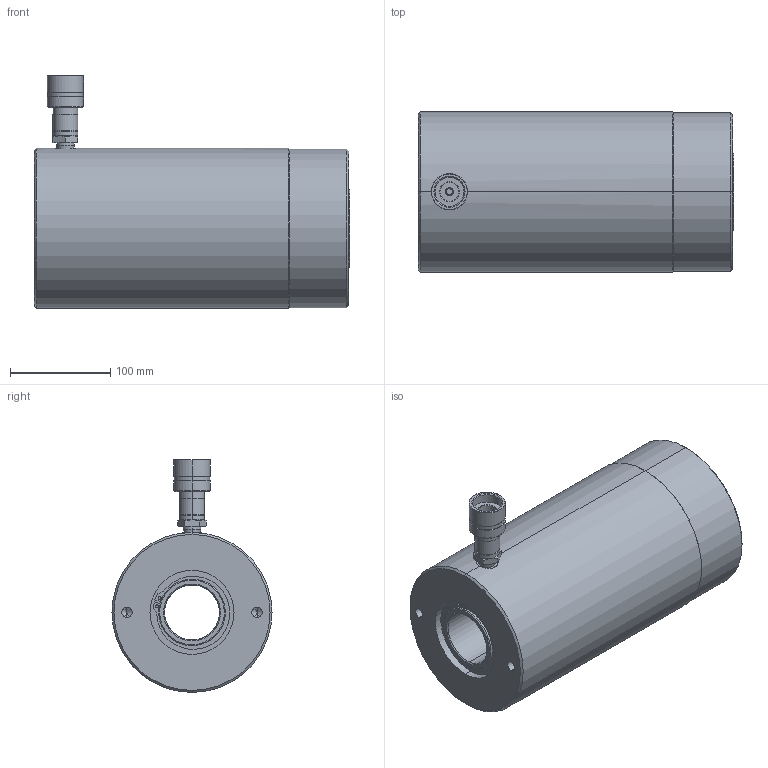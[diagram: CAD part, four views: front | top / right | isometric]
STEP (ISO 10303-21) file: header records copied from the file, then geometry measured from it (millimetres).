
FILE_DESCRIPTION (( 'STEP AP203' ), '1' );
FILE_NAME ('HHS606.STEP', '2017-05-31T10:32:17', ( '' ), ( '' ), 'SwSTEP 2.0', 'SolidWorks 2017', '' );
FILE_SCHEMA (( 'CONFIG_CONTROL_DESIGN' ));
Length unit declared in the file: millimetre
Products named in the file (9): SFC067VC001; SRC092SL003; HHS606; STC067CA001; SAC080HT001; CF1; A1 WIPER_SEC092XE002; CBC124HH001; PRC124HH002
Assembly tree (8 placements, depth 2):
  HHS606
    CBC124HH001
    PRC124HH002
    SFC067VC001
    SRC092SL003
    SAC080HT001
    STC067CA001
    CF1
    A1 WIPER_SEC092XE002
Bounding box: 315 x 160 x 232.8 mm (x, y, z)
Volume: 4428552.6 mm3; surface area: 641598.1 mm2
Topology: 8 solids, 8 shells, 320 faces, 676 edges, 405 vertices
Faces by surface type: cylinder 139, cone 89, plane 66, torus 26
Entity records: 9792 total; most frequent: CARTESIAN_POINT 1709, DIRECTION 1697, ORIENTED_EDGE 1328, AXIS2_PLACEMENT_3D 733, EDGE_CURVE 664, VERTEX_POINT 405, CIRCLE 402, EDGE_LOOP 385
